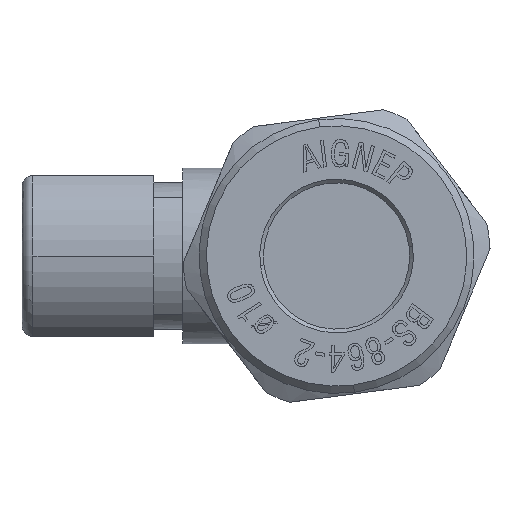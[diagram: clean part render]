
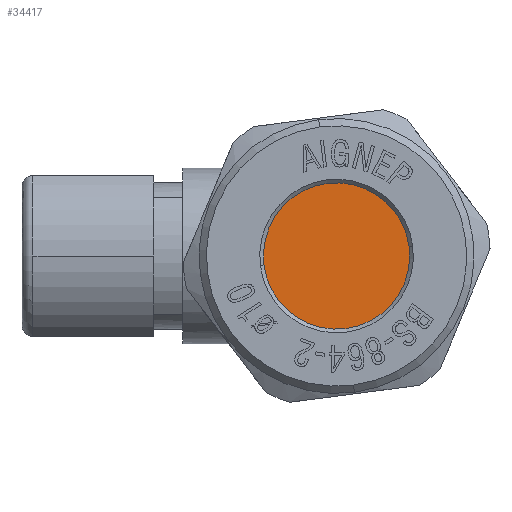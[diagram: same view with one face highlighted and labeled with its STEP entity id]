
A CAD part, left-side view. The second image highlights one B-rep face of the part: STEP entity #34417.
In plain terms, the highlighted planar face has unit normal (-1, 0, 0).
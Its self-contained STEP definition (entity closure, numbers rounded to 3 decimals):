
#2566 = AXIS2_PLACEMENT_3D ( 'NONE', #31434, #31439, #31440 ) ;
#3691 = CARTESIAN_POINT ( 'NONE',  ( -19.044, 0., 0. ) ) ;
#3693 = DIRECTION ( 'NONE',  ( -1., 0., 0. ) ) ;
#3695 = DIRECTION ( 'NONE',  ( 0., 0., 1. ) ) ;
#7258 = FACE_OUTER_BOUND ( 'NONE', #35226, .T. ) ;
#9591 = EDGE_CURVE ( 'NONE', #19925, #19926, #14706, .T. ) ;
#10578 = AXIS2_PLACEMENT_3D ( 'NONE', #38529, #38530, #38531 ) ;
#11057 = CARTESIAN_POINT ( 'NONE',  ( -19.044, -4.958, 0.649 ) ) ;
#11058 = CARTESIAN_POINT ( 'NONE',  ( -19.044, 4.958, -0.649 ) ) ;
#14706 = CIRCLE ( 'NONE', #10578, 5. ) ;
#19538 = ORIENTED_EDGE ( 'NONE', *, *, #9591, .T. ) ;
#19539 = ORIENTED_EDGE ( 'NONE', *, *, #36096, .T. ) ;
#19925 = VERTEX_POINT ( 'NONE', #11057 ) ;
#19926 = VERTEX_POINT ( 'NONE', #11058 ) ;
#26715 = AXIS2_PLACEMENT_3D ( 'NONE', #3691, #3693, #3695 ) ;
#31433 = PLANE ( 'NONE',  #2566 ) ;
#31434 = CARTESIAN_POINT ( 'NONE',  ( -19.044, 0., 0. ) ) ;
#31439 = DIRECTION ( 'NONE',  ( -1., 0., 0. ) ) ;
#31440 = DIRECTION ( 'NONE',  ( 0., 0., 1. ) ) ;
#31963 = CIRCLE ( 'NONE', #26715, 5. ) ;
#34417 = ADVANCED_FACE ( 'NONE', ( #7258 ), #31433, .T. ) ;
#35226 = EDGE_LOOP ( 'NONE', ( #19538, #19539 ) ) ;
#36096 = EDGE_CURVE ( 'NONE', #19926, #19925, #31963, .T. ) ;
#38529 = CARTESIAN_POINT ( 'NONE',  ( -19.044, 0., 0. ) ) ;
#38530 = DIRECTION ( 'NONE',  ( -1., 0., 0. ) ) ;
#38531 = DIRECTION ( 'NONE',  ( 0., 0., 1. ) ) ;
